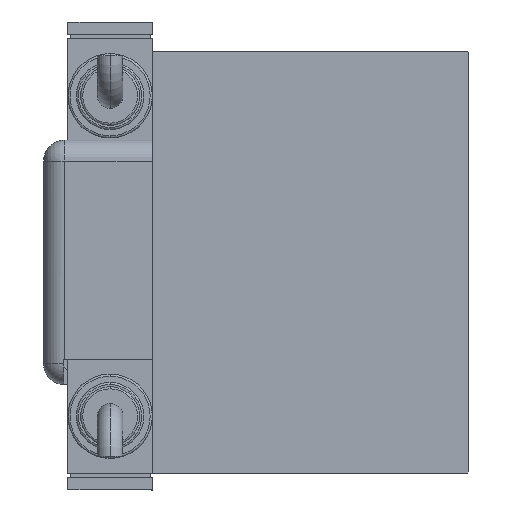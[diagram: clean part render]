
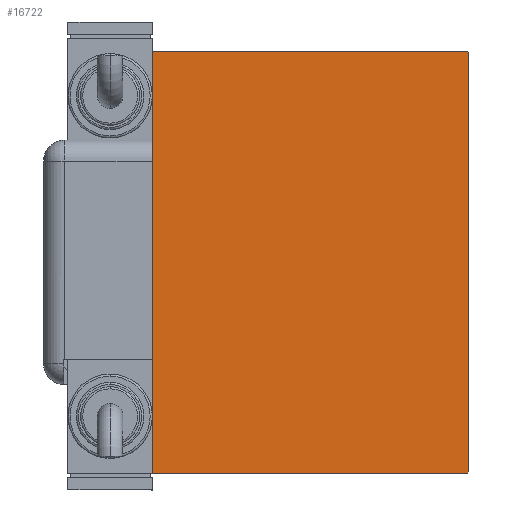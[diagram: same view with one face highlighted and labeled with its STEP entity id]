
A CAD part, left-side view. The second image highlights one B-rep face of the part: STEP entity #16722.
In plain terms, the highlighted face is planar.
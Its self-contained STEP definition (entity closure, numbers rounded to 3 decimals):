
#390 = DIRECTION ( 'NONE',  ( 0., -1., 0. ) ) ;
#1316 = CARTESIAN_POINT ( 'NONE',  ( 130., -43.6, 43.6 ) ) ;
#1996 = DIRECTION ( 'NONE',  ( 0., 0.707, -0.707 ) ) ;
#3133 = EDGE_CURVE ( 'NONE', #35423, #15790, #16001, .T. ) ;
#4561 = EDGE_CURVE ( 'NONE', #14155, #23629, #35372, .T. ) ;
#6318 = LINE ( 'NONE', #55785, #50663 ) ;
#6809 = VECTOR ( 'NONE', #49582, 1000. ) ;
#6821 = LINE ( 'NONE', #30042, #53438 ) ;
#7753 = CARTESIAN_POINT ( 'NONE',  ( 130., -37.5, -50. ) ) ;
#7993 = CARTESIAN_POINT ( 'NONE',  ( 130., 37.5, -50. ) ) ;
#8340 = AXIS2_PLACEMENT_3D ( 'NONE', #10010, #37405, #46068 ) ;
#10010 = CARTESIAN_POINT ( 'NONE',  ( 130., 0., 0. ) ) ;
#14111 = CARTESIAN_POINT ( 'NONE',  ( 130., 43.6, -43.6 ) ) ;
#14155 = VERTEX_POINT ( 'NONE', #16487 ) ;
#14669 = ORIENTED_EDGE ( 'NONE', *, *, #56283, .T. ) ;
#15790 = VERTEX_POINT ( 'NONE', #22251 ) ;
#16001 = LINE ( 'NONE', #52650, #20039 ) ;
#16487 = CARTESIAN_POINT ( 'NONE',  ( 130., 37.5, -49.7 ) ) ;
#16722 = ADVANCED_FACE ( 'NONE', ( #22847 ), #55595, .T. ) ;
#16973 = LINE ( 'NONE', #7753, #26659 ) ;
#17035 = ORIENTED_EDGE ( 'NONE', *, *, #42900, .T. ) ;
#18262 = LINE ( 'NONE', #49538, #47033 ) ;
#18711 = CARTESIAN_POINT ( 'NONE',  ( 130., 37.5, 49.7 ) ) ;
#20039 = VECTOR ( 'NONE', #1996, 1000. ) ;
#20068 = LINE ( 'NONE', #1316, #22669 ) ;
#20619 = EDGE_CURVE ( 'NONE', #35177, #35423, #6821, .T. ) ;
#20823 = DIRECTION ( 'NONE',  ( 0., 0., -1. ) ) ;
#22251 = CARTESIAN_POINT ( 'NONE',  ( 130., -37.2, -50. ) ) ;
#22669 = VECTOR ( 'NONE', #24832, 1000. ) ;
#22847 = FACE_OUTER_BOUND ( 'NONE', #38640, .T. ) ;
#23629 = VERTEX_POINT ( 'NONE', #18711 ) ;
#23842 = EDGE_CURVE ( 'NONE', #23629, #55919, #6318, .T. ) ;
#24832 = DIRECTION ( 'NONE',  ( 0., -0.707, -0.707 ) ) ;
#25617 = CARTESIAN_POINT ( 'NONE',  ( 130., 37.2, 50. ) ) ;
#26659 = VECTOR ( 'NONE', #43201, 1000. ) ;
#30042 = CARTESIAN_POINT ( 'NONE',  ( 130., -37.5, 50. ) ) ;
#30128 = ORIENTED_EDGE ( 'NONE', *, *, #32341, .T. ) ;
#32341 = EDGE_CURVE ( 'NONE', #55919, #36340, #18262, .T. ) ;
#32705 = ORIENTED_EDGE ( 'NONE', *, *, #3133, .T. ) ;
#33146 = ORIENTED_EDGE ( 'NONE', *, *, #56735, .T. ) ;
#35177 = VERTEX_POINT ( 'NONE', #56128 ) ;
#35372 = LINE ( 'NONE', #7993, #54189 ) ;
#35423 = VERTEX_POINT ( 'NONE', #52707 ) ;
#36340 = VERTEX_POINT ( 'NONE', #58486 ) ;
#37405 = DIRECTION ( 'NONE',  ( 1., 0., 0. ) ) ;
#38640 = EDGE_LOOP ( 'NONE', ( #33146, #14669, #50617, #47776, #30128, #17035, #51610, #32705 ) ) ;
#38701 = VERTEX_POINT ( 'NONE', #47138 ) ;
#42900 = EDGE_CURVE ( 'NONE', #36340, #35177, #20068, .T. ) ;
#43201 = DIRECTION ( 'NONE',  ( 0., 1., 0. ) ) ;
#46068 = DIRECTION ( 'NONE',  ( 0., 0., -1. ) ) ;
#47033 = VECTOR ( 'NONE', #390, 1000. ) ;
#47138 = CARTESIAN_POINT ( 'NONE',  ( 130., 37.2, -50. ) ) ;
#47776 = ORIENTED_EDGE ( 'NONE', *, *, #23842, .T. ) ;
#49538 = CARTESIAN_POINT ( 'NONE',  ( 130., 37.5, 50. ) ) ;
#49582 = DIRECTION ( 'NONE',  ( 0., 0.707, 0.707 ) ) ;
#50617 = ORIENTED_EDGE ( 'NONE', *, *, #4561, .T. ) ;
#50663 = VECTOR ( 'NONE', #56075, 1000. ) ;
#51610 = ORIENTED_EDGE ( 'NONE', *, *, #20619, .T. ) ;
#52650 = CARTESIAN_POINT ( 'NONE',  ( 130., -43.6, -43.6 ) ) ;
#52707 = CARTESIAN_POINT ( 'NONE',  ( 130., -37.5, -49.7 ) ) ;
#53273 = DIRECTION ( 'NONE',  ( 0., 0., 1. ) ) ;
#53438 = VECTOR ( 'NONE', #20823, 1000. ) ;
#54189 = VECTOR ( 'NONE', #53273, 1000. ) ;
#55595 = PLANE ( 'NONE',  #8340 ) ;
#55785 = CARTESIAN_POINT ( 'NONE',  ( 130., 43.6, 43.6 ) ) ;
#55919 = VERTEX_POINT ( 'NONE', #25617 ) ;
#56075 = DIRECTION ( 'NONE',  ( 0., -0.707, 0.707 ) ) ;
#56128 = CARTESIAN_POINT ( 'NONE',  ( 130., -37.5, 49.7 ) ) ;
#56283 = EDGE_CURVE ( 'NONE', #38701, #14155, #58801, .T. ) ;
#56735 = EDGE_CURVE ( 'NONE', #15790, #38701, #16973, .T. ) ;
#58486 = CARTESIAN_POINT ( 'NONE',  ( 130., -37.2, 50. ) ) ;
#58801 = LINE ( 'NONE', #14111, #6809 ) ;
